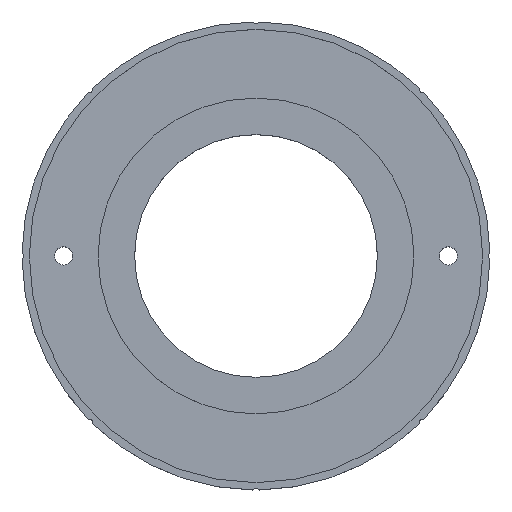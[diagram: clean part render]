
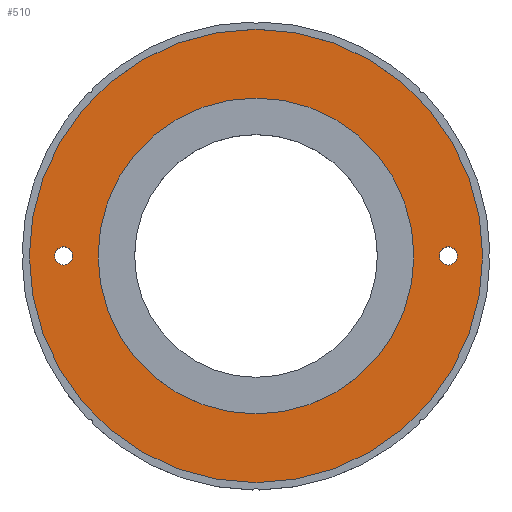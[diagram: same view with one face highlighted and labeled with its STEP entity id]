
A CAD part, top view. The second image highlights one B-rep face of the part: STEP entity #510.
In plain terms, the highlighted planar face has unit normal (0, 0, 1).
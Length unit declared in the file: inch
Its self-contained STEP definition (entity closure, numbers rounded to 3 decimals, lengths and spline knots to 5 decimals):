
#20=FACE_BOUND('',#89,.T.);
#21=FACE_BOUND('',#90,.T.);
#22=FACE_BOUND('',#91,.T.);
#28=PLANE('',#604);
#54=FACE_OUTER_BOUND('',#88,.T.);
#88=EDGE_LOOP('',(#443,#444));
#89=EDGE_LOOP('',(#445));
#90=EDGE_LOOP('',(#446));
#91=EDGE_LOOP('',(#447));
#132=CIRCLE('',#586,0.0625);
#134=CIRCLE('',#589,0.0625);
#142=CIRCLE('',#602,1.55);
#143=CIRCLE('',#603,1.55);
#144=CIRCLE('',#605,1.08);
#229=VERTEX_POINT('',#899);
#231=VERTEX_POINT('',#905);
#238=VERTEX_POINT('',#927);
#239=VERTEX_POINT('',#929);
#240=VERTEX_POINT('',#933);
#294=EDGE_CURVE('',#229,#229,#132,.T.);
#297=EDGE_CURVE('',#231,#231,#134,.T.);
#308=EDGE_CURVE('',#239,#238,#142,.T.);
#309=EDGE_CURVE('',#238,#239,#143,.T.);
#310=EDGE_CURVE('',#240,#240,#144,.T.);
#443=ORIENTED_EDGE('',*,*,#308,.T.);
#444=ORIENTED_EDGE('',*,*,#309,.T.);
#445=ORIENTED_EDGE('',*,*,#294,.T.);
#446=ORIENTED_EDGE('',*,*,#297,.T.);
#447=ORIENTED_EDGE('',*,*,#310,.F.);
#510=ADVANCED_FACE('',(#54,#20,#21,#22),#28,.T.);
#586=AXIS2_PLACEMENT_3D('',#900,#733,#734);
#589=AXIS2_PLACEMENT_3D('',#906,#740,#741);
#602=AXIS2_PLACEMENT_3D('',#930,#769,#770);
#603=AXIS2_PLACEMENT_3D('',#931,#771,#772);
#604=AXIS2_PLACEMENT_3D('',#932,#773,#774);
#605=AXIS2_PLACEMENT_3D('',#934,#775,#776);
#733=DIRECTION('center_axis',(0.,0.,-1.));
#734=DIRECTION('ref_axis',(-1.,0.,0.));
#740=DIRECTION('center_axis',(0.,0.,-1.));
#741=DIRECTION('ref_axis',(-1.,0.,0.));
#769=DIRECTION('center_axis',(0.,0.,1.));
#770=DIRECTION('ref_axis',(1.,0.,0.));
#771=DIRECTION('center_axis',(0.,0.,1.));
#772=DIRECTION('ref_axis',(1.,0.,0.));
#773=DIRECTION('center_axis',(0.,0.,1.));
#774=DIRECTION('ref_axis',(1.,0.,0.));
#775=DIRECTION('center_axis',(0.,0.,1.));
#776=DIRECTION('ref_axis',(-1.,0.,0.));
#899=CARTESIAN_POINT('',(-1.2525,0.,0.1405));
#900=CARTESIAN_POINT('Origin',(-1.315,0.,0.1405));
#905=CARTESIAN_POINT('',(1.3775,0.,0.1405));
#906=CARTESIAN_POINT('Origin',(1.315,0.,0.1405));
#927=CARTESIAN_POINT('',(-1.55,0.,0.1405));
#929=CARTESIAN_POINT('',(1.55,0.,0.1405));
#930=CARTESIAN_POINT('Origin',(0.,0.,0.1405));
#931=CARTESIAN_POINT('Origin',(0.,0.,0.1405));
#932=CARTESIAN_POINT('Origin',(1.08,0.,0.1405));
#933=CARTESIAN_POINT('',(1.08,0.,0.1405));
#934=CARTESIAN_POINT('Origin',(0.,0.,0.1405));
